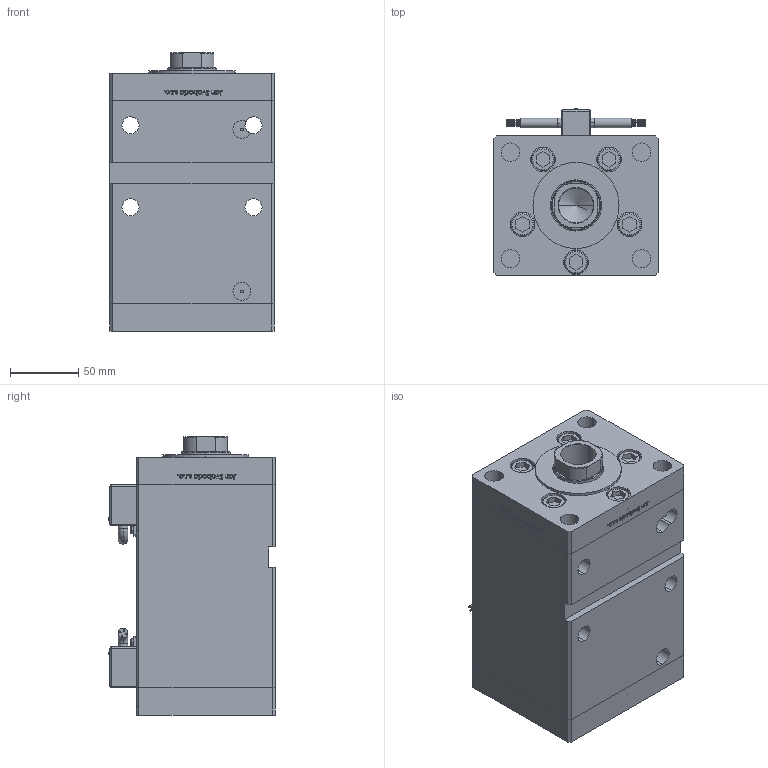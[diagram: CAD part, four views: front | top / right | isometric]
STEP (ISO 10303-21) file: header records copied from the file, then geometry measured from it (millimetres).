
FILE_DESCRIPTION (( 'STEP AP203' ), '1' );
FILE_NAME ('c1e6.STEP', '2024-01-15T10:06:14', ( '' ), ( '' ), 'SwSTEP 2.0', 'SolidWorks 2019', '' );
FILE_SCHEMA (( 'CONFIG_CONTROL_DESIGN' ));
Length unit declared in the file: millimetre
Products named in the file (7): c1e6; Magnetic_Switch_MSU4 4da69718d50cbc9bf10efa55de98d335; ALLEN BOLT 4da69718d50cbc9bf10efa55de98d335; V220C_FRONT_E 4da69718d50cbc9bf10efa55de98d335; V220C BACK_E 4da69718d50cbc9bf10efa55de98d335; V220C_VC_E 4da69718d50cbc9bf10efa55de98d335; V220C_E MIDDLE 4da69718d50cbc9bf10efa55de98d335
Assembly tree (16 placements, depth 2):
  c1e6
    V220C BACK_E 4da69718d50cbc9bf10efa55de98d335
    V220C_E MIDDLE 4da69718d50cbc9bf10efa55de98d335
    V220C_FRONT_E 4da69718d50cbc9bf10efa55de98d335
    ALLEN BOLT 4da69718d50cbc9bf10efa55de98d335  x10
    Magnetic_Switch_MSU4 4da69718d50cbc9bf10efa55de98d335  x2
    V220C_VC_E 4da69718d50cbc9bf10efa55de98d335
Bounding box: 120 x 122.1 x 203.5 mm (x, y, z)
Volume: 2009908.1 mm3; surface area: 285109.3 mm2
Topology: 16 solids, 18 shells, 1419 faces, 3505 edges, 2273 vertices
Faces by surface type: plane 553, bspline 484, cylinder 256, torus 52, cone 50, sphere 24
Entity records: 56271 total; most frequent: CARTESIAN_POINT 31024, ORIENTED_EDGE 5704, DIRECTION 3566, EDGE_CURVE 2852, VERTEX_POINT 1884, LINE 1466, VECTOR 1466, EDGE_LOOP 1310
